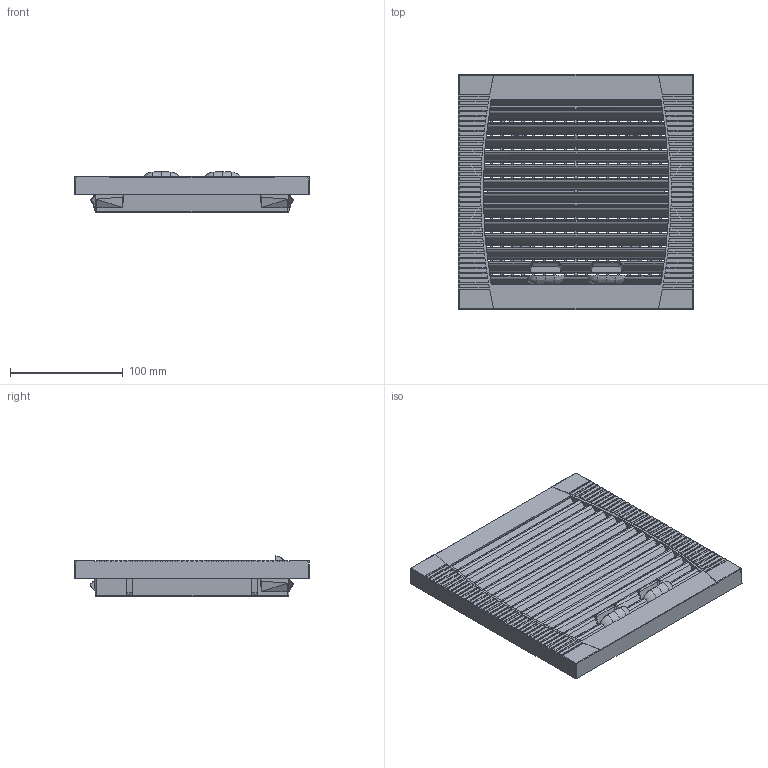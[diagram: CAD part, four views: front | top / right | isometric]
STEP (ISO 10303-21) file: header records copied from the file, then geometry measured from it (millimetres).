
FILE_DESCRIPTION(('FreeCAD Model'),'2;1');
FILE_NAME('LFGS172.stp', '2020-03-12T09:05:27',('Author'),(''), 'Open CASCADE STEP processor 7.3','FreeCAD','Unknown');
FILE_SCHEMA(('AUTOMOTIVE_DESIGN { 1 0 10303 214 1 1 1 1 }'));
Products named in the file (2): Frame_Base; Grille
Bounding box: 209 x 209 x 35.77 mm (x, y, z)
Volume: 234096.3 mm3; surface area: 249476 mm2
Topology: 2 solids, 2 shells, 2333 faces, 6693 edges, 4243 vertices
Faces by surface type: plane 1419, cylinder 852, bspline 54, torus 4, cone 4
Entity records: 231103 total; most frequent: CARTESIAN_POINT 109306, DIRECTION 19014, ORIENTED_EDGE 13386, PCURVE 13386, DEFINITIONAL_REPRESENTATION 13386, LINE 11867, VECTOR 11867, EDGE_CURVE 6693
